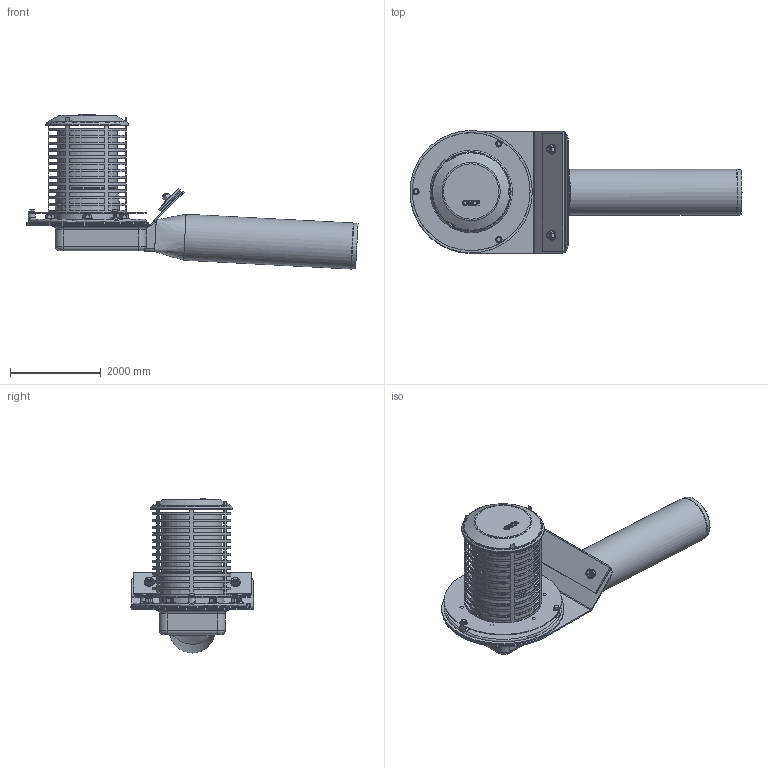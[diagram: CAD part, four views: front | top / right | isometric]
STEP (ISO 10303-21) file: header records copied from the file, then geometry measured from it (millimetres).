
FILE_DESCRIPTION(/* description */ (''),/* implementation_level */ '2;1');
FILE_NAME(/* name */ '13628.100X_3D.stp',/* time_stamp */ '2024-12-11T14:50:34+01:00',/* author */ ('CAD'),/* organization */ (''),/* preprocessor_version */ 'ST-DEVELOPER v20',/* originating_system */ 'AutoCAD Mechanical',/* authorisation */ '');
FILE_SCHEMA (('AUTOMOTIVE_DESIGN { 1 0 10303 214 3 1 1 }'));
Length unit declared in the file: centimetre
Products named in the file (6): Product; *S0; *U2; *U1; *U4; *U3
Assembly tree (12 placements, depth 3):
  Product
    *S0
    *U2
      *U1  x6
    *U4
      *U3  x3
Bounding box: 7326.3 x 2713.79 x 3399.41 mm (x, y, z)
Volume: 1439897442.5 mm3; surface area: 130146135.1 mm2
Topology: 31 solids, 31 shells, 1294 faces, 3229 edges, 1981 vertices
Faces by surface type: plane 553, cone 451, cylinder 165, torus 78, bspline 44, sphere 3
Full cylindrical faces by diameter (mm): 70 x6, 80 x15, 83.76 x8, 90.3 x2, 100 x2, 160 x16, 992 x1, 1016 x1, 1220 x1, 1300 x2, 1330 x1, 1690 x2, 1720 x1, 1790 x1, 1820 x1, 2600 x1, 2700 x1
Entity records: 39320 total; most frequent: CARTESIAN_POINT 11774, DIRECTION 5975, ORIENTED_EDGE 5560, EDGE_CURVE 2780, AXIS2_PLACEMENT_3D 2298, VERTEX_POINT 1723, LINE 1379, VECTOR 1379
